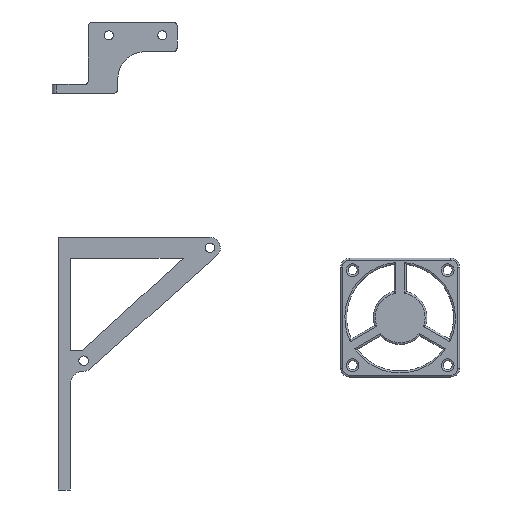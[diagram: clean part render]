
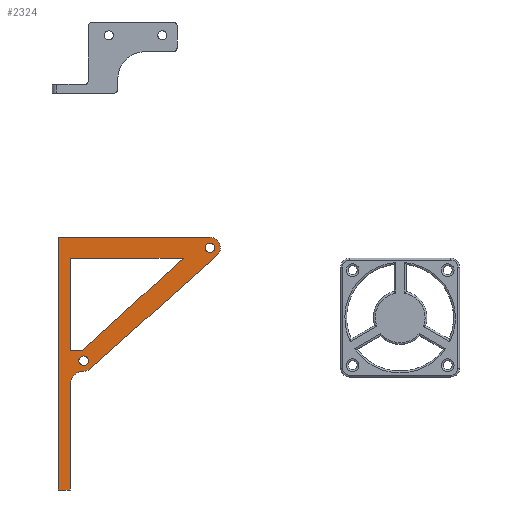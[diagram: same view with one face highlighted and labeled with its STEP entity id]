
A CAD part, front view. The second image highlights one B-rep face of the part: STEP entity #2324.
In plain terms, the highlighted planar face has unit normal (0, -1, 0).
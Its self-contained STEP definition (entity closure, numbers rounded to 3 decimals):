
#128=FACE_BOUND('',#449,.T.);
#129=FACE_BOUND('',#450,.T.);
#130=FACE_BOUND('',#451,.T.);
#163=CIRCLE('',#2464,4.5);
#166=CIRCLE('',#2475,1.6);
#168=CIRCLE('',#2478,1.6);
#169=CIRCLE('',#2480,3.5);
#171=CIRCLE('',#2484,3.5);
#304=FACE_OUTER_BOUND('',#448,.T.);
#448=EDGE_LOOP('',(#1675,#1676,#1677,#1678,#1679,#1680,#1681,#1682));
#449=EDGE_LOOP('',(#1683));
#450=EDGE_LOOP('',(#1684));
#451=EDGE_LOOP('',(#1685,#1686,#1687,#1688));
#615=LINE('',#3476,#813);
#625=LINE('',#3497,#823);
#629=LINE('',#3505,#827);
#632=LINE('',#3511,#830);
#635=LINE('',#3516,#833);
#640=LINE('',#3538,#838);
#644=LINE('',#3550,#842);
#647=LINE('',#3556,#845);
#650=LINE('',#3560,#848);
#813=VECTOR('',#2760,10.);
#823=VECTOR('',#2776,10.);
#827=VECTOR('',#2782,10.);
#830=VECTOR('',#2787,10.);
#833=VECTOR('',#2792,10.);
#838=VECTOR('',#2817,10.);
#842=VECTOR('',#2829,10.);
#845=VECTOR('',#2834,10.);
#848=VECTOR('',#2839,10.);
#1004=VERTEX_POINT('',#3466);
#1005=VERTEX_POINT('',#3467);
#1008=VERTEX_POINT('',#3475);
#1015=VERTEX_POINT('',#3495);
#1016=VERTEX_POINT('',#3496);
#1019=VERTEX_POINT('',#3504);
#1021=VERTEX_POINT('',#3510);
#1024=VERTEX_POINT('',#3521);
#1026=VERTEX_POINT('',#3527);
#1027=VERTEX_POINT('',#3531);
#1029=VERTEX_POINT('',#3537);
#1031=VERTEX_POINT('',#3543);
#1033=VERTEX_POINT('',#3549);
#1035=VERTEX_POINT('',#3555);
#1229=EDGE_CURVE('',#1004,#1005,#163,.T.);
#1233=EDGE_CURVE('',#1005,#1008,#615,.T.);
#1243=EDGE_CURVE('',#1015,#1016,#625,.T.);
#1247=EDGE_CURVE('',#1019,#1015,#629,.T.);
#1250=EDGE_CURVE('',#1021,#1019,#632,.T.);
#1253=EDGE_CURVE('',#1016,#1021,#635,.T.);
#1257=EDGE_CURVE('',#1024,#1024,#166,.T.);
#1260=EDGE_CURVE('',#1026,#1026,#168,.T.);
#1261=EDGE_CURVE('',#1027,#1004,#169,.T.);
#1264=EDGE_CURVE('',#1029,#1027,#640,.T.);
#1267=EDGE_CURVE('',#1031,#1029,#171,.T.);
#1270=EDGE_CURVE('',#1033,#1031,#644,.T.);
#1273=EDGE_CURVE('',#1035,#1033,#647,.T.);
#1276=EDGE_CURVE('',#1008,#1035,#650,.T.);
#1675=ORIENTED_EDGE('',*,*,#1229,.F.);
#1676=ORIENTED_EDGE('',*,*,#1261,.F.);
#1677=ORIENTED_EDGE('',*,*,#1264,.F.);
#1678=ORIENTED_EDGE('',*,*,#1267,.F.);
#1679=ORIENTED_EDGE('',*,*,#1270,.F.);
#1680=ORIENTED_EDGE('',*,*,#1273,.F.);
#1681=ORIENTED_EDGE('',*,*,#1276,.F.);
#1682=ORIENTED_EDGE('',*,*,#1233,.F.);
#1683=ORIENTED_EDGE('',*,*,#1260,.F.);
#1684=ORIENTED_EDGE('',*,*,#1257,.F.);
#1685=ORIENTED_EDGE('',*,*,#1253,.F.);
#1686=ORIENTED_EDGE('',*,*,#1243,.F.);
#1687=ORIENTED_EDGE('',*,*,#1247,.F.);
#1688=ORIENTED_EDGE('',*,*,#1250,.F.);
#2256=PLANE('',#2490);
#2324=ADVANCED_FACE('',(#304,#128,#129,#130),#2256,.F.);
#2464=AXIS2_PLACEMENT_3D('',#3468,#2752,#2753);
#2475=AXIS2_PLACEMENT_3D('',#3523,#2799,#2800);
#2478=AXIS2_PLACEMENT_3D('',#3529,#2806,#2807);
#2480=AXIS2_PLACEMENT_3D('',#3532,#2810,#2811);
#2484=AXIS2_PLACEMENT_3D('',#3544,#2822,#2823);
#2490=AXIS2_PLACEMENT_3D('',#3562,#2842,#2843);
#2752=DIRECTION('center_axis',(0.,-1.,0.));
#2753=DIRECTION('ref_axis',(-0.707,0.,0.707));
#2760=DIRECTION('',(0.,0.,-1.));
#2776=DIRECTION('',(0.,0.,-1.));
#2782=DIRECTION('',(-1.,0.,0.));
#2787=DIRECTION('',(0.737,0.,0.676));
#2792=DIRECTION('',(1.,0.,0.));
#2799=DIRECTION('center_axis',(0.,-1.,0.));
#2800=DIRECTION('ref_axis',(1.,0.,0.));
#2806=DIRECTION('center_axis',(0.,-1.,0.));
#2807=DIRECTION('ref_axis',(1.,0.,0.));
#2810=DIRECTION('center_axis',(0.,1.,0.));
#2811=DIRECTION('ref_axis',(0.667,0.,-0.745));
#2817=DIRECTION('',(-0.745,0.,-0.667));
#2822=DIRECTION('center_axis',(0.,1.,0.));
#2823=DIRECTION('ref_axis',(0.,0.,1.));
#2829=DIRECTION('',(1.,0.,0.));
#2834=DIRECTION('',(0.,0.,1.));
#2839=DIRECTION('',(-1.,0.,0.));
#2842=DIRECTION('center_axis',(0.,1.,0.));
#2843=DIRECTION('ref_axis',(1.,0.,0.));
#3466=CARTESIAN_POINT('',(8.5,0.,-38.));
#3467=CARTESIAN_POINT('',(4.,0.,-42.5));
#3468=CARTESIAN_POINT('Origin',(8.5,0.,-42.5));
#3475=CARTESIAN_POINT('',(4.,0.,-78.));
#3476=CARTESIAN_POINT('',(4.,0.,-38.));
#3495=CARTESIAN_POINT('',(4.,0.,0.));
#3496=CARTESIAN_POINT('',(4.,0.,-31.));
#3497=CARTESIAN_POINT('',(4.,0.,0.));
#3504=CARTESIAN_POINT('',(42.,0.,0.));
#3505=CARTESIAN_POINT('',(4.,0.,0.));
#3510=CARTESIAN_POINT('',(8.171,0.,-31.));
#3511=CARTESIAN_POINT('',(8.171,0.,-31.));
#3516=CARTESIAN_POINT('',(8.171,0.,-31.));
#3521=CARTESIAN_POINT('',(6.9,0.,-34.5));
#3523=CARTESIAN_POINT('Origin',(8.5,0.,-34.5));
#3527=CARTESIAN_POINT('',(49.4,0.,3.5));
#3529=CARTESIAN_POINT('Origin',(51.,0.,3.5));
#3531=CARTESIAN_POINT('',(10.833,0.,-37.109));
#3532=CARTESIAN_POINT('Origin',(8.5,0.,-34.5));
#3537=CARTESIAN_POINT('',(53.202,0.,0.78));
#3538=CARTESIAN_POINT('',(53.202,0.,0.78));
#3543=CARTESIAN_POINT('',(51.,0.,7.));
#3544=CARTESIAN_POINT('Origin',(51.,0.,3.5));
#3549=CARTESIAN_POINT('',(0.,0.,7.));
#3550=CARTESIAN_POINT('',(0.,0.,7.));
#3555=CARTESIAN_POINT('',(0.,0.,-78.));
#3556=CARTESIAN_POINT('',(0.,0.,-78.));
#3560=CARTESIAN_POINT('',(4.,0.,-78.));
#3562=CARTESIAN_POINT('Origin',(27.25,0.,-35.5));
